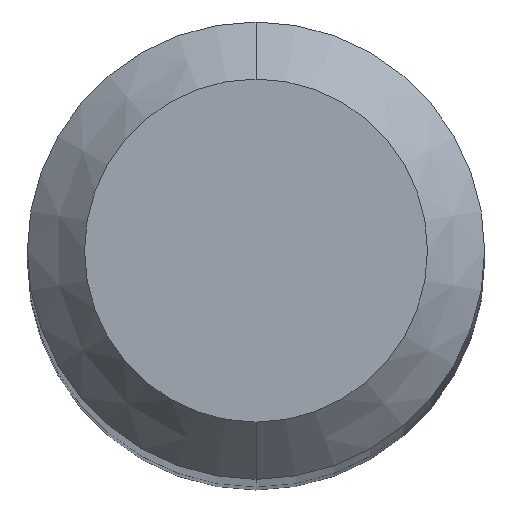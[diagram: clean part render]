
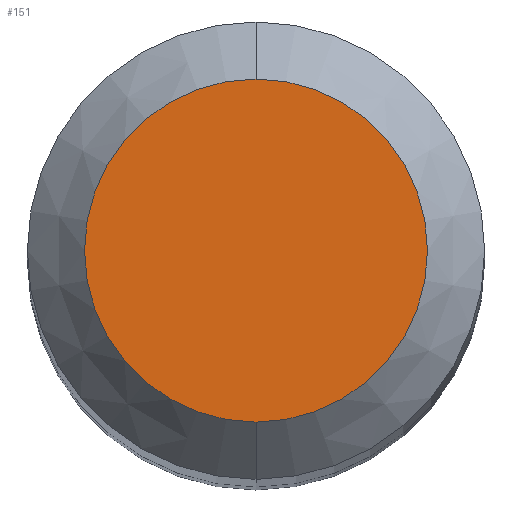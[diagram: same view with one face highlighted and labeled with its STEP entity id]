
A CAD part, top view. The second image highlights one B-rep face of the part: STEP entity #151.
In plain terms, the highlighted planar face has unit normal (0, 0, 1).
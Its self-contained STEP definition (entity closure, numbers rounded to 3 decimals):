
#27 = ORIENTED_EDGE ( 'NONE', *, *, #99, .F. ) ;
#51 = VERTEX_POINT ( 'NONE', #92 ) ;
#67 = FACE_OUTER_BOUND ( 'NONE', #266, .T. ) ;
#76 = AXIS2_PLACEMENT_3D ( 'NONE', #172, #145, #278 ) ;
#92 = CARTESIAN_POINT ( 'NONE',  ( 0., -1.5, 55. ) ) ;
#99 = EDGE_CURVE ( 'NONE', #51, #159, #148, .T. ) ;
#143 = CARTESIAN_POINT ( 'NONE',  ( 0., 0., 55. ) ) ;
#145 = DIRECTION ( 'NONE',  ( 0., 0., -1. ) ) ;
#148 = CIRCLE ( 'NONE', #198, 1.5 ) ;
#151 = ADVANCED_FACE ( 'NONE', ( #67 ), #196, .F. ) ;
#157 = EDGE_CURVE ( 'NONE', #159, #51, #182, .T. ) ;
#159 = VERTEX_POINT ( 'NONE', #222 ) ;
#162 = ORIENTED_EDGE ( 'NONE', *, *, #157, .F. ) ;
#164 = DIRECTION ( 'NONE',  ( 0., 0., -1. ) ) ;
#170 = DIRECTION ( 'NONE',  ( 0., 1., 0. ) ) ;
#172 = CARTESIAN_POINT ( 'NONE',  ( 0., 0., 55. ) ) ;
#182 = CIRCLE ( 'NONE', #76, 1.5 ) ;
#196 = PLANE ( 'NONE',  #269 ) ;
#198 = AXIS2_PLACEMENT_3D ( 'NONE', #143, #251, #170 ) ;
#222 = CARTESIAN_POINT ( 'NONE',  ( 0., 1.5, 55. ) ) ;
#251 = DIRECTION ( 'NONE',  ( 0., 0., -1. ) ) ;
#266 = EDGE_LOOP ( 'NONE', ( #162, #27 ) ) ;
#269 = AXIS2_PLACEMENT_3D ( 'NONE', #300, #164, #276 ) ;
#276 = DIRECTION ( 'NONE',  ( 0., 1., 0. ) ) ;
#278 = DIRECTION ( 'NONE',  ( 0., 1., 0. ) ) ;
#300 = CARTESIAN_POINT ( 'NONE',  ( 0., 0., 55. ) ) ;
